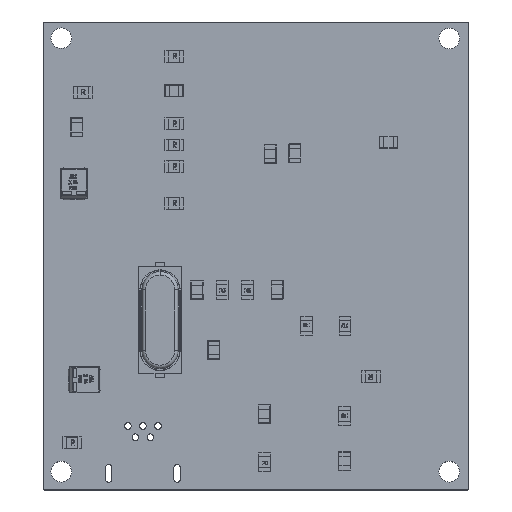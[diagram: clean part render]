
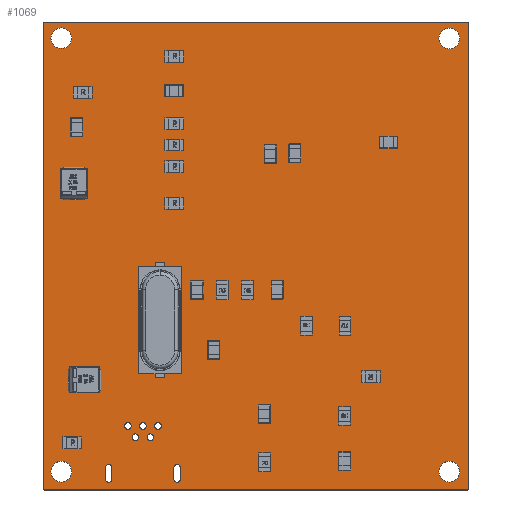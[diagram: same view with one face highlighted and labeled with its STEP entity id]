
A CAD part, top view. The second image highlights one B-rep face of the part: STEP entity #1069.
In plain terms, the highlighted planar face has unit normal (0, 0, 1).
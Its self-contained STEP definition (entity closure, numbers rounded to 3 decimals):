
#212 = VERTEX_POINT('',#213);
#213 = CARTESIAN_POINT('',(381.006,153.7,0.411));
#219 = EDGE_CURVE('',#212,#220,#222,.T.);
#220 = VERTEX_POINT('',#221);
#221 = CARTESIAN_POINT('',(381.132,153.575,0.411));
#222 = CIRCLE('',#223,0.125);
#223 = AXIS2_PLACEMENT_3D('',#224,#225,#226);
#224 = CARTESIAN_POINT('',(381.131,153.7,0.411));
#225 = DIRECTION('',(0.,0.,1.));
#226 = DIRECTION('',(-1.,0.003,0.));
#252 = EDGE_CURVE('',#220,#253,#255,.T.);
#253 = VERTEX_POINT('',#254);
#254 = CARTESIAN_POINT('',(426.225,153.575,0.411));
#255 = LINE('',#256,#257);
#256 = CARTESIAN_POINT('',(381.132,153.575,0.411));
#257 = VECTOR('',#258,1.);
#258 = DIRECTION('',(1.,0.,0.));
#283 = EDGE_CURVE('',#253,#284,#286,.T.);
#284 = VERTEX_POINT('',#285);
#285 = CARTESIAN_POINT('',(426.35,153.7,0.411));
#286 = CIRCLE('',#287,0.123);
#287 = AXIS2_PLACEMENT_3D('',#288,#289,#290);
#288 = CARTESIAN_POINT('',(426.227,153.698,0.411));
#289 = DIRECTION('',(0.,0.,1.));
#290 = DIRECTION('',(-0.017,-1.,0.));
#316 = EDGE_CURVE('',#284,#317,#319,.T.);
#317 = VERTEX_POINT('',#318);
#318 = CARTESIAN_POINT('',(426.35,203.325,0.411));
#319 = LINE('',#320,#321);
#320 = CARTESIAN_POINT('',(426.35,153.7,0.411));
#321 = VECTOR('',#322,1.);
#322 = DIRECTION('',(0.,1.,0.));
#347 = EDGE_CURVE('',#317,#348,#350,.T.);
#348 = VERTEX_POINT('',#349);
#349 = CARTESIAN_POINT('',(426.225,203.45,0.411));
#350 = CIRCLE('',#351,0.123);
#351 = AXIS2_PLACEMENT_3D('',#352,#353,#354);
#352 = CARTESIAN_POINT('',(426.227,203.327,0.411));
#353 = DIRECTION('',(0.,0.,1.));
#354 = DIRECTION('',(1.,-0.017,0.));
#380 = EDGE_CURVE('',#348,#381,#383,.T.);
#381 = VERTEX_POINT('',#382);
#382 = CARTESIAN_POINT('',(381.132,203.45,0.411));
#383 = LINE('',#384,#385);
#384 = CARTESIAN_POINT('',(426.225,203.45,0.411));
#385 = VECTOR('',#386,1.);
#386 = DIRECTION('',(-1.,0.,0.));
#411 = EDGE_CURVE('',#381,#412,#414,.T.);
#412 = VERTEX_POINT('',#413);
#413 = CARTESIAN_POINT('',(381.006,203.325,0.411));
#414 = CIRCLE('',#415,0.125);
#415 = AXIS2_PLACEMENT_3D('',#416,#417,#418);
#416 = CARTESIAN_POINT('',(381.131,203.325,0.411));
#417 = DIRECTION('',(0.,0.,1.));
#418 = DIRECTION('',(0.011,1.,0.));
#444 = EDGE_CURVE('',#412,#212,#445,.T.);
#445 = LINE('',#446,#447);
#446 = CARTESIAN_POINT('',(381.006,203.325,0.411));
#447 = VECTOR('',#448,1.);
#448 = DIRECTION('',(0.,-1.,0.));
#468 = VERTEX_POINT('',#469);
#469 = CARTESIAN_POINT('',(384.025,155.525,0.411));
#475 = EDGE_CURVE('',#468,#468,#476,.T.);
#476 = CIRCLE('',#477,1.1);
#477 = AXIS2_PLACEMENT_3D('',#478,#479,#480);
#478 = CARTESIAN_POINT('',(382.925,155.525,0.411));
#479 = DIRECTION('',(0.,0.,1.));
#480 = DIRECTION('',(1.,0.,0.));
#501 = VERTEX_POINT('',#502);
#502 = CARTESIAN_POINT('',(388.325,154.75,0.411));
#508 = EDGE_CURVE('',#501,#509,#511,.T.);
#509 = VERTEX_POINT('',#510);
#510 = CARTESIAN_POINT('',(388.325,155.95,0.411));
#511 = LINE('',#512,#513);
#512 = CARTESIAN_POINT('',(388.325,154.75,0.411));
#513 = VECTOR('',#514,1.);
#514 = DIRECTION('',(0.,1.,0.));
#539 = EDGE_CURVE('',#509,#540,#542,.T.);
#540 = VERTEX_POINT('',#541);
#541 = CARTESIAN_POINT('',(387.625,155.95,0.411));
#542 = CIRCLE('',#543,0.35);
#543 = AXIS2_PLACEMENT_3D('',#544,#545,#546);
#544 = CARTESIAN_POINT('',(387.975,155.95,0.411));
#545 = DIRECTION('',(0.,0.,1.));
#546 = DIRECTION('',(1.,0.,0.));
#572 = EDGE_CURVE('',#540,#573,#575,.T.);
#573 = VERTEX_POINT('',#574);
#574 = CARTESIAN_POINT('',(387.625,154.75,0.411));
#575 = LINE('',#576,#577);
#576 = CARTESIAN_POINT('',(387.625,155.95,0.411));
#577 = VECTOR('',#578,1.);
#578 = DIRECTION('',(0.,-1.,0.));
#603 = EDGE_CURVE('',#573,#501,#604,.T.);
#604 = CIRCLE('',#605,0.35);
#605 = AXIS2_PLACEMENT_3D('',#606,#607,#608);
#606 = CARTESIAN_POINT('',(387.975,154.75,0.411));
#607 = DIRECTION('',(0.,0.,1.));
#608 = DIRECTION('',(-1.,0.,0.));
#629 = VERTEX_POINT('',#630);
#630 = CARTESIAN_POINT('',(384.025,201.725,0.411));
#636 = EDGE_CURVE('',#629,#629,#637,.T.);
#637 = CIRCLE('',#638,1.1);
#638 = AXIS2_PLACEMENT_3D('',#639,#640,#641);
#639 = CARTESIAN_POINT('',(382.925,201.725,0.411));
#640 = DIRECTION('',(0.,0.,1.));
#641 = DIRECTION('',(1.,0.,0.));
#662 = VERTEX_POINT('',#663);
#663 = CARTESIAN_POINT('',(391.175,159.2,0.411));
#669 = EDGE_CURVE('',#662,#662,#670,.T.);
#670 = CIRCLE('',#671,0.35);
#671 = AXIS2_PLACEMENT_3D('',#672,#673,#674);
#672 = CARTESIAN_POINT('',(390.825,159.2,0.411));
#673 = DIRECTION('',(0.,0.,1.));
#674 = DIRECTION('',(1.,0.,0.));
#695 = VERTEX_POINT('',#696);
#696 = CARTESIAN_POINT('',(390.375,160.4,0.411));
#702 = EDGE_CURVE('',#695,#695,#703,.T.);
#703 = CIRCLE('',#704,0.35);
#704 = AXIS2_PLACEMENT_3D('',#705,#706,#707);
#705 = CARTESIAN_POINT('',(390.025,160.4,0.411));
#706 = DIRECTION('',(0.,0.,1.));
#707 = DIRECTION('',(1.,0.,0.));
#728 = VERTEX_POINT('',#729);
#729 = CARTESIAN_POINT('',(392.775,159.2,0.411));
#735 = EDGE_CURVE('',#728,#728,#736,.T.);
#736 = CIRCLE('',#737,0.35);
#737 = AXIS2_PLACEMENT_3D('',#738,#739,#740);
#738 = CARTESIAN_POINT('',(392.425,159.2,0.411));
#739 = DIRECTION('',(0.,0.,1.));
#740 = DIRECTION('',(1.,0.,0.));
#761 = VERTEX_POINT('',#762);
#762 = CARTESIAN_POINT('',(395.625,154.75,0.411));
#768 = EDGE_CURVE('',#761,#769,#771,.T.);
#769 = VERTEX_POINT('',#770);
#770 = CARTESIAN_POINT('',(395.625,155.95,0.411));
#771 = LINE('',#772,#773);
#772 = CARTESIAN_POINT('',(395.625,154.75,0.411));
#773 = VECTOR('',#774,1.);
#774 = DIRECTION('',(0.,1.,0.));
#799 = EDGE_CURVE('',#769,#800,#802,.T.);
#800 = VERTEX_POINT('',#801);
#801 = CARTESIAN_POINT('',(394.925,155.95,0.411));
#802 = CIRCLE('',#803,0.35);
#803 = AXIS2_PLACEMENT_3D('',#804,#805,#806);
#804 = CARTESIAN_POINT('',(395.275,155.95,0.411));
#805 = DIRECTION('',(0.,0.,1.));
#806 = DIRECTION('',(1.,0.,0.));
#832 = EDGE_CURVE('',#800,#833,#835,.T.);
#833 = VERTEX_POINT('',#834);
#834 = CARTESIAN_POINT('',(394.925,154.75,0.411));
#835 = LINE('',#836,#837);
#836 = CARTESIAN_POINT('',(394.925,155.95,0.411));
#837 = VECTOR('',#838,1.);
#838 = DIRECTION('',(0.,-1.,0.));
#863 = EDGE_CURVE('',#833,#761,#864,.T.);
#864 = CIRCLE('',#865,0.35);
#865 = AXIS2_PLACEMENT_3D('',#866,#867,#868);
#866 = CARTESIAN_POINT('',(395.275,154.75,0.411));
#867 = DIRECTION('',(0.,0.,1.));
#868 = DIRECTION('',(-1.,0.,0.));
#889 = VERTEX_POINT('',#890);
#890 = CARTESIAN_POINT('',(425.375,155.525,0.411));
#896 = EDGE_CURVE('',#889,#889,#897,.T.);
#897 = CIRCLE('',#898,1.1);
#898 = AXIS2_PLACEMENT_3D('',#899,#900,#901);
#899 = CARTESIAN_POINT('',(424.275,155.525,0.411));
#900 = DIRECTION('',(0.,0.,1.));
#901 = DIRECTION('',(1.,0.,0.));
#922 = VERTEX_POINT('',#923);
#923 = CARTESIAN_POINT('',(391.975,160.4,0.411));
#929 = EDGE_CURVE('',#922,#922,#930,.T.);
#930 = CIRCLE('',#931,0.35);
#931 = AXIS2_PLACEMENT_3D('',#932,#933,#934);
#932 = CARTESIAN_POINT('',(391.625,160.4,0.411));
#933 = DIRECTION('',(0.,0.,1.));
#934 = DIRECTION('',(1.,0.,0.));
#955 = VERTEX_POINT('',#956);
#956 = CARTESIAN_POINT('',(393.575,160.4,0.411));
#962 = EDGE_CURVE('',#955,#955,#963,.T.);
#963 = CIRCLE('',#964,0.35);
#964 = AXIS2_PLACEMENT_3D('',#965,#966,#967);
#965 = CARTESIAN_POINT('',(393.225,160.4,0.411));
#966 = DIRECTION('',(0.,0.,1.));
#967 = DIRECTION('',(1.,0.,0.));
#988 = VERTEX_POINT('',#989);
#989 = CARTESIAN_POINT('',(425.375,201.7,0.411));
#995 = EDGE_CURVE('',#988,#988,#996,.T.);
#996 = CIRCLE('',#997,1.1);
#997 = AXIS2_PLACEMENT_3D('',#998,#999,#1000);
#998 = CARTESIAN_POINT('',(424.275,201.7,0.411));
#999 = DIRECTION('',(0.,0.,1.));
#1000 = DIRECTION('',(1.,0.,0.));
#1069 = ADVANCED_FACE('',(#1070,#1080,#1083,#1089,#1092,#1095,#1098,
    #1101,#1107,#1110,#1113,#1116),#1119,.F.);
#1070 = FACE_BOUND('',#1071,.T.);
#1071 = EDGE_LOOP('',(#1072,#1073,#1074,#1075,#1076,#1077,#1078,#1079));
#1072 = ORIENTED_EDGE('',*,*,#219,.T.);
#1073 = ORIENTED_EDGE('',*,*,#252,.T.);
#1074 = ORIENTED_EDGE('',*,*,#283,.T.);
#1075 = ORIENTED_EDGE('',*,*,#316,.T.);
#1076 = ORIENTED_EDGE('',*,*,#347,.T.);
#1077 = ORIENTED_EDGE('',*,*,#380,.T.);
#1078 = ORIENTED_EDGE('',*,*,#411,.T.);
#1079 = ORIENTED_EDGE('',*,*,#444,.T.);
#1080 = FACE_BOUND('',#1081,.F.);
#1081 = EDGE_LOOP('',(#1082));
#1082 = ORIENTED_EDGE('',*,*,#475,.T.);
#1083 = FACE_BOUND('',#1084,.F.);
#1084 = EDGE_LOOP('',(#1085,#1086,#1087,#1088));
#1085 = ORIENTED_EDGE('',*,*,#508,.T.);
#1086 = ORIENTED_EDGE('',*,*,#539,.T.);
#1087 = ORIENTED_EDGE('',*,*,#572,.T.);
#1088 = ORIENTED_EDGE('',*,*,#603,.T.);
#1089 = FACE_BOUND('',#1090,.F.);
#1090 = EDGE_LOOP('',(#1091));
#1091 = ORIENTED_EDGE('',*,*,#636,.T.);
#1092 = FACE_BOUND('',#1093,.F.);
#1093 = EDGE_LOOP('',(#1094));
#1094 = ORIENTED_EDGE('',*,*,#669,.T.);
#1095 = FACE_BOUND('',#1096,.F.);
#1096 = EDGE_LOOP('',(#1097));
#1097 = ORIENTED_EDGE('',*,*,#702,.T.);
#1098 = FACE_BOUND('',#1099,.F.);
#1099 = EDGE_LOOP('',(#1100));
#1100 = ORIENTED_EDGE('',*,*,#735,.T.);
#1101 = FACE_BOUND('',#1102,.F.);
#1102 = EDGE_LOOP('',(#1103,#1104,#1105,#1106));
#1103 = ORIENTED_EDGE('',*,*,#768,.T.);
#1104 = ORIENTED_EDGE('',*,*,#799,.T.);
#1105 = ORIENTED_EDGE('',*,*,#832,.T.);
#1106 = ORIENTED_EDGE('',*,*,#863,.T.);
#1107 = FACE_BOUND('',#1108,.F.);
#1108 = EDGE_LOOP('',(#1109));
#1109 = ORIENTED_EDGE('',*,*,#896,.T.);
#1110 = FACE_BOUND('',#1111,.F.);
#1111 = EDGE_LOOP('',(#1112));
#1112 = ORIENTED_EDGE('',*,*,#929,.T.);
#1113 = FACE_BOUND('',#1114,.F.);
#1114 = EDGE_LOOP('',(#1115));
#1115 = ORIENTED_EDGE('',*,*,#962,.T.);
#1116 = FACE_BOUND('',#1117,.F.);
#1117 = EDGE_LOOP('',(#1118));
#1118 = ORIENTED_EDGE('',*,*,#995,.T.);
#1119 = PLANE('',#1120);
#1120 = AXIS2_PLACEMENT_3D('',#1121,#1122,#1123);
#1121 = CARTESIAN_POINT('',(381.006,153.7,0.411));
#1122 = DIRECTION('',(0.,0.,-1.));
#1123 = DIRECTION('',(-1.,0.,0.));
